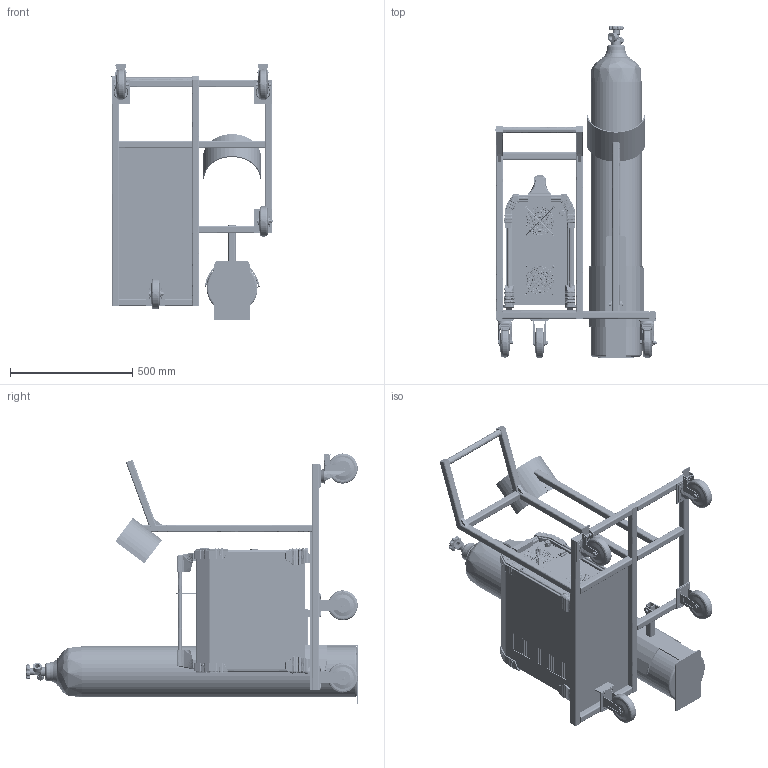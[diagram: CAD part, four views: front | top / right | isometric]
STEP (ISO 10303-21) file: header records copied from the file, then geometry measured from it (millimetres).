
FILE_DESCRIPTION(('FreeCAD Model'),'2;1');
FILE_NAME('Open CASCADE Shape Model','2025-05-09T17:46:30',('FreeCAD'),( 'FreeCAD'),'Open CASCADE STEP processor 7.6','FreeCAD','Unknown');
FILE_SCHEMA(('AUTOMOTIVE_DESIGN { 1 0 10303 214 1 1 1 1 }'));
Products named in the file (1): Open CASCADE STEP translator 7.6 1
Bounding box: 659.59 x 1360.05 x 1050.09 mm (x, y, z)
Volume: 107045465 mm3; surface area: 5117272.1 mm2
Topology: 91 solids, 92 shells, 9659 faces, 23673 edges, 14352 vertices
Faces by surface type: bspline 9659
Entity records: 332670 total; most frequent: CARTESIAN_POINT 200752, ORIENTED_EDGE 47190, EDGE_CURVE 23595, VERTEX_POINT 14352, B_SPLINE_CURVE_WITH_KNOTS 13649, FACE_BOUND 10053, EDGE_LOOP 10053, ADVANCED_FACE 9659
